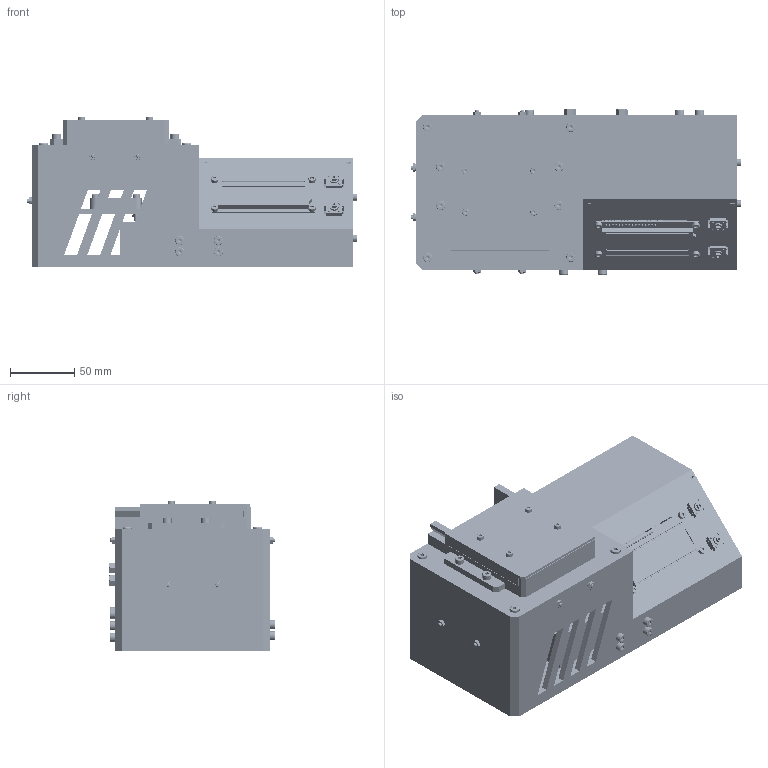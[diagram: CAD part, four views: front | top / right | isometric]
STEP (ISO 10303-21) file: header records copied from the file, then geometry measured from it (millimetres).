
FILE_DESCRIPTION(/* description */ ('STEP AP242 Edition 2','CAx-IF Rec.Pracs.---Representation and Presentation of Product Manufacturing Information (PMI)---4.0---2014-10-13','CAx-IF Rec.Pracs.---3D Tessellated Geometry---0.4---2014-09-14','2;1','CAx-IF Rec.Pracs.---User Defined Attributes---1.5---2016-08-15'),/* implementation_level */ '2;1');
FILE_NAME(/* name */ '69669b619ae1c6d3d1c92930',/* time_stamp */ '2026-01-13T19:22:11Z',/* author */ (''),/* organization */ (''),/* preprocessor_version */ 'ST-DEVELOPER v20',/* originating_system */ 'ONSHAPE BY PTC INC, 1.209',/* authorisation */ ' ');
FILE_SCHEMA (('AP242_MANAGED_MODEL_BASED_3D_ENGINEERING_MIM_LF { 1 0 10303 442 3 1 4 }'));
Products named in the file (36): Preliminary Assembly; 12V Fan Supports; Hex socket head cap screw M3x0.50 x 10; Hex nut grade A & B M3x0.5; PTC Heater; Heat Block Brackets; Hex socket head cap screw M5x0.80 x 12; Hex nut grade A & B M4x0.7; Hex socket head cap screw M3x0.50 x 18; (Unsaved); Bracket 2; Hex socket head cap screw M4x0.70 x 10; Hex socket head cap screw M4x0.70 x 12; Hex socket head cap screw M3x0.50 x 12; Hex nut grade A & B M5x0.8; Hex socket head cap screw M4x0.70 x 6; Heated Lid Spacer; LCD_I2C_1602.STEP<1>; Spacer; Heat Block Supports; MicroSwitchBottom; Part 2; Heated Lid Cover/Slider; PCR Heat Block; PCR Section Lid; Part 1; Hex socket head cap screw M3x0.50 x 6; MeanWell LRS-150-12; Terminal Section; Heated Lid Guide; Aluminum Heatsink; Terminal Lid; Front Bracket; PCR Section
Assembly tree (138 placements, depth 2):
  Preliminary Assembly
    12V Fan Supports
    Hex socket head cap screw M3x0.50 x 10  x8
    Hex nut grade A & B M3x0.5  x30
    PTC Heater
    Heat Block Brackets  x6
    Hex socket head cap screw M5x0.80 x 12  x4
    Hex nut grade A & B M4x0.7  x12
    Hex socket head cap screw M3x0.50 x 18  x8
    (Unsaved)
    Bracket 2
    Hex socket head cap screw M4x0.70 x 10  x4
    Hex socket head cap screw M4x0.70 x 12  x8
    Hex socket head cap screw M3x0.50 x 12  x12
    Hex nut grade A & B M5x0.8  x4
    Hex socket head cap screw M4x0.70 x 6  x4
    Heated Lid Spacer  x4
    LCD_I2C_1602.STEP<1>
    Spacer  x4
    Heat Block Supports  x2
    MicroSwitchBottom  x2
    Part 2  x2
    Heated Lid Cover/Slider
    PCR Heat Block
    PCR Section Lid
    Part 1  x2
    Hex socket head cap screw M3x0.50 x 6  x4
    MeanWell LRS-150-12
    Terminal Section
    Heated Lid Guide
    Part 1
    Hex socket head cap screw M3x0.50 x 6  x2
    Aluminum Heatsink
    Terminal Lid
    Front Bracket
    PCR Section
Bounding box: 257 x 128.7 x 117.19 mm (x, y, z)
Volume: 771405.3 mm3; surface area: 489008.5 mm2
Topology: 138 solids, 139 shells, 4878 faces, 11547 edges, 7256 vertices
Faces by surface type: plane 3304, cone 727, cylinder 585, torus 184, bspline 60, sphere 18
Full cylindrical faces by diameter (mm): 1 x2, 2 x2, 2.459 x30, 2.5 x6, 3 x56, 3.175 x16, 3.2 x10, 3.242 x12, 3.4 x16, 3.5 x9, 3.575 x4, 3.6 x2, 3.9 x5, 4 x20, 4.134 x4, 4.15 x1, 4.2 x24, 5 x4, 5.2 x8, 5.35 x1, 5.4 x4, 5.5 x64, 5.9 x36, 6 x4, 6.1 x5, 6.2 x4, 6.4 x2, 6.5 x2, 6.8 x2, 7 x30
Entity records: 79934 total; most frequent: CARTESIAN_POINT 17382, DIRECTION 11509, ORIENTED_EDGE 11266, EDGE_CURVE 5633, LINE 4289, VECTOR 4289, VERTEX_POINT 3885, AXIS2_PLACEMENT_3D 3610
